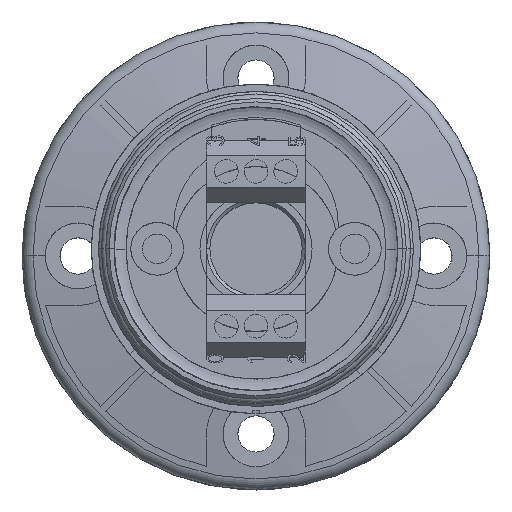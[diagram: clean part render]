
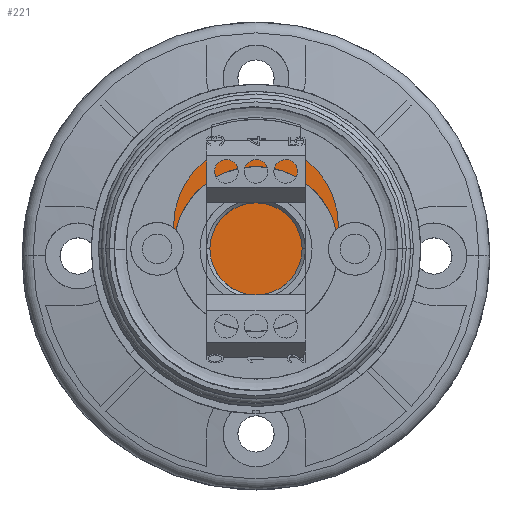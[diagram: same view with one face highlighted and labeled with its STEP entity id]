
A CAD part, top view. The second image highlights one B-rep face of the part: STEP entity #221.
In plain terms, the highlighted planar face has unit normal (0, 0, 1).
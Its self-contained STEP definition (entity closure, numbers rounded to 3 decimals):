
#141=CARTESIAN_POINT('',(-177.278,13.523,918.949));
#142=VERTEX_POINT('',#141);
#151=CARTESIAN_POINT('',(-202.278,13.523,918.949));
#152=VERTEX_POINT('',#151);
#153=CARTESIAN_POINT('',(-189.778,13.523,918.949));
#154=DIRECTION('',(0.0,0.0,1.0));
#155=DIRECTION('',(1.0,0.0,0.0));
#156=AXIS2_PLACEMENT_3D('',#153,#154,#155);
#157=CIRCLE('',#156,12.5);
#158=EDGE_CURVE('',#152,#142,#157,.T.);
#192=CARTESIAN_POINT('',(-189.778,13.523,918.949));
#193=DIRECTION('',(0.0,0.0,1.0));
#194=DIRECTION('',(1.0,0.0,0.0));
#195=AXIS2_PLACEMENT_3D('',#192,#193,#194);
#196=CIRCLE('',#195,12.5);
#197=EDGE_CURVE('',#142,#152,#196,.T.);
#212=CARTESIAN_POINT('',(-189.778,13.523,918.949));
#213=DIRECTION('',(0.0,0.0,1.0));
#214=DIRECTION('',(1.0,0.0,0.0));
#215=AXIS2_PLACEMENT_3D('',#212,#213,#214);
#216=PLANE('',#215);
#217=ORIENTED_EDGE('',*,*,#197,.T.);
#218=ORIENTED_EDGE('',*,*,#158,.T.);
#219=EDGE_LOOP('',(#217,#218));
#220=FACE_OUTER_BOUND('',#219,.T.);
#221=ADVANCED_FACE('',(#220),#216,.T.);
